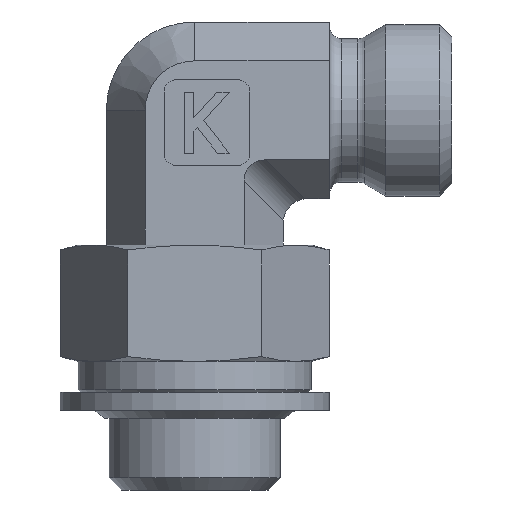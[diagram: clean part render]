
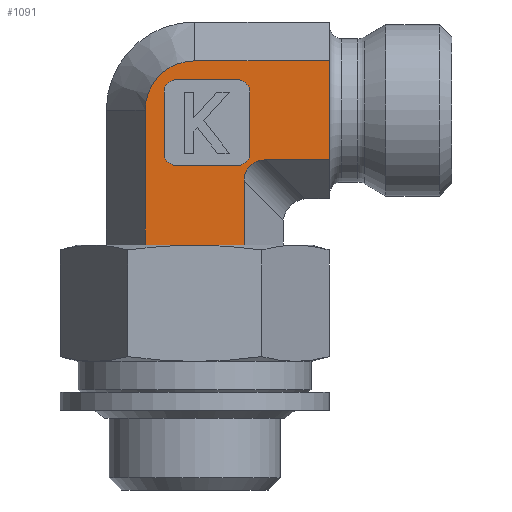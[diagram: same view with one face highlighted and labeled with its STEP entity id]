
A CAD part, left-side view. The second image highlights one B-rep face of the part: STEP entity #1091.
In plain terms, the highlighted planar face has unit normal (-1, 0, 0).
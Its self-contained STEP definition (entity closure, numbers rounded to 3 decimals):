
#367=CARTESIAN_POINT('',(-7.,4.041,1.));
#368=VERTEX_POINT('',#367);
#369=CARTESIAN_POINT('',(-7.,0.,1.));
#370=VERTEX_POINT('',#369);
#371=CARTESIAN_POINT('',(-7.,4.041,1.));
#372=DIRECTION('',(0.0,-1.0,0.0));
#373=VECTOR('',#372,4.041);
#374=LINE('',#371,#373);
#375=EDGE_CURVE('',#368,#370,#374,.T.);
#398=CARTESIAN_POINT('',(-7.,-4.041,1.));
#399=VERTEX_POINT('',#398);
#408=CARTESIAN_POINT('',(-7.,0.,1.));
#409=DIRECTION('',(0.0,-1.0,0.0));
#410=VECTOR('',#409,4.041);
#411=LINE('',#408,#410);
#412=EDGE_CURVE('',#370,#399,#411,.T.);
#904=CARTESIAN_POINT('',(-7.,-11.,7.959));
#905=VERTEX_POINT('',#904);
#906=CARTESIAN_POINT('',(-7.,-11.,16.041));
#907=VERTEX_POINT('',#906);
#908=CARTESIAN_POINT('',(-7.,-11.,7.959));
#909=DIRECTION('',(0.0,0.0,1.0));
#910=VECTOR('',#909,8.083);
#911=LINE('',#908,#910);
#912=EDGE_CURVE('',#905,#907,#911,.T.);
#965=CARTESIAN_POINT('',(-7.,-4.041,0.0));
#966=DIRECTION('',(-1.0,0.0,0.0));
#967=DIRECTION('',(0.0,0.0,1.0));
#968=AXIS2_PLACEMENT_3D('',#965,#966,#967);
#969=PLANE('',#968);
#970=ORIENTED_EDGE('',*,*,#412,.T.);
#971=CARTESIAN_POINT('',(-7.,-4.041,6.226));
#972=VERTEX_POINT('',#971);
#973=CARTESIAN_POINT('',(-7.,-4.041,1.));
#974=DIRECTION('',(0.0,0.0,1.0));
#975=VECTOR('',#974,5.226);
#976=LINE('',#973,#975);
#977=EDGE_CURVE('',#399,#972,#976,.T.);
#978=ORIENTED_EDGE('',*,*,#977,.T.);
#979=CARTESIAN_POINT('',(-7.,-5.774,7.959));
#980=VERTEX_POINT('',#979);
#981=CARTESIAN_POINT('',(-7.,-6.351,5.649));
#982=DIRECTION('',(-1.0,0.0,0.0));
#983=DIRECTION('',(0.0,0.707,0.707));
#984=AXIS2_PLACEMENT_3D('',#981,#982,#983);
#985=ELLIPSE('',#984,2.582,2.0);
#986=EDGE_CURVE('',#980,#972,#985,.T.);
#987=ORIENTED_EDGE('',*,*,#986,.F.);
#988=CARTESIAN_POINT('',(-7.,-5.774,7.959));
#989=DIRECTION('',(0.0,-1.0,0.0));
#990=VECTOR('',#989,5.226);
#991=LINE('',#988,#990);
#992=EDGE_CURVE('',#980,#905,#991,.T.);
#993=ORIENTED_EDGE('',*,*,#992,.T.);
#994=ORIENTED_EDGE('',*,*,#912,.T.);
#995=CARTESIAN_POINT('',(-7.,0.,16.041));
#996=VERTEX_POINT('',#995);
#997=CARTESIAN_POINT('',(-7.,0.,16.041));
#998=DIRECTION('',(0.0,-1.0,0.0));
#999=VECTOR('',#998,11.0);
#1000=LINE('',#997,#999);
#1001=EDGE_CURVE('',#996,#907,#1000,.T.);
#1002=ORIENTED_EDGE('',*,*,#1001,.F.);
#1003=CARTESIAN_POINT('',(-7.,4.041,12.));
#1004=VERTEX_POINT('',#1003);
#1005=CARTESIAN_POINT('',(-7.,0.,12.));
#1006=DIRECTION('',(-1.0,0.0,0.0));
#1007=DIRECTION('',(0.0,0.0,1.0));
#1008=AXIS2_PLACEMENT_3D('',#1005,#1006,#1007);
#1009=CIRCLE('',#1008,4.041);
#1010=EDGE_CURVE('',#996,#1004,#1009,.T.);
#1011=ORIENTED_EDGE('',*,*,#1010,.T.);
#1012=CARTESIAN_POINT('',(-7.,4.041,1.));
#1013=DIRECTION('',(0.0,0.0,1.0));
#1014=VECTOR('',#1013,11.);
#1015=LINE('',#1012,#1014);
#1016=EDGE_CURVE('',#368,#1004,#1015,.T.);
#1017=ORIENTED_EDGE('',*,*,#1016,.F.);
#1018=ORIENTED_EDGE('',*,*,#375,.T.);
#1019=EDGE_LOOP('',(#970,#978,#987,#993,#994,#1002,#1011,#1017,#1018));
#1020=FACE_OUTER_BOUND('',#1019,.T.);
#1021=CARTESIAN_POINT('',(-7.,-3.5,7.5));
#1022=VERTEX_POINT('',#1021);
#1023=CARTESIAN_POINT('',(-7.,1.5,7.5));
#1024=VERTEX_POINT('',#1023);
#1025=CARTESIAN_POINT('',(-7.,-3.5,7.5));
#1026=DIRECTION('',(0.0,1.0,0.0));
#1027=VECTOR('',#1026,5.);
#1028=LINE('',#1025,#1027);
#1029=EDGE_CURVE('',#1022,#1024,#1028,.T.);
#1030=ORIENTED_EDGE('',*,*,#1029,.T.);
#1031=CARTESIAN_POINT('',(-7.,2.5,8.5));
#1032=VERTEX_POINT('',#1031);
#1033=CARTESIAN_POINT('',(-7.,1.5,8.5));
#1034=DIRECTION('',(-1.0,0.0,0.0));
#1035=DIRECTION('',(0.0,0.707,-0.707));
#1036=AXIS2_PLACEMENT_3D('',#1033,#1034,#1035);
#1037=CIRCLE('',#1036,1.0);
#1038=EDGE_CURVE('',#1032,#1024,#1037,.T.);
#1039=ORIENTED_EDGE('',*,*,#1038,.F.);
#1040=CARTESIAN_POINT('',(-7.,2.5,13.5));
#1041=VERTEX_POINT('',#1040);
#1042=CARTESIAN_POINT('',(-7.,2.5,8.5));
#1043=DIRECTION('',(0.0,0.0,1.0));
#1044=VECTOR('',#1043,5.);
#1045=LINE('',#1042,#1044);
#1046=EDGE_CURVE('',#1032,#1041,#1045,.T.);
#1047=ORIENTED_EDGE('',*,*,#1046,.T.);
#1048=CARTESIAN_POINT('',(-7.,1.5,14.5));
#1049=VERTEX_POINT('',#1048);
#1050=CARTESIAN_POINT('',(-7.,1.5,13.5));
#1051=DIRECTION('',(-1.0,0.0,0.0));
#1052=DIRECTION('',(0.0,0.707,0.707));
#1053=AXIS2_PLACEMENT_3D('',#1050,#1051,#1052);
#1054=CIRCLE('',#1053,1.0);
#1055=EDGE_CURVE('',#1049,#1041,#1054,.T.);
#1056=ORIENTED_EDGE('',*,*,#1055,.F.);
#1057=CARTESIAN_POINT('',(-7.,-3.5,14.5));
#1058=VERTEX_POINT('',#1057);
#1059=CARTESIAN_POINT('',(-7.,1.5,14.5));
#1060=DIRECTION('',(0.0,-1.0,0.0));
#1061=VECTOR('',#1060,5.);
#1062=LINE('',#1059,#1061);
#1063=EDGE_CURVE('',#1049,#1058,#1062,.T.);
#1064=ORIENTED_EDGE('',*,*,#1063,.T.);
#1065=CARTESIAN_POINT('',(-7.,-4.5,13.5));
#1066=VERTEX_POINT('',#1065);
#1067=CARTESIAN_POINT('',(-7.,-3.5,13.5));
#1068=DIRECTION('',(-1.0,0.0,0.0));
#1069=DIRECTION('',(0.0,-0.707,0.707));
#1070=AXIS2_PLACEMENT_3D('',#1067,#1068,#1069);
#1071=CIRCLE('',#1070,1.0);
#1072=EDGE_CURVE('',#1066,#1058,#1071,.T.);
#1073=ORIENTED_EDGE('',*,*,#1072,.F.);
#1074=CARTESIAN_POINT('',(-7.,-4.5,8.5));
#1075=VERTEX_POINT('',#1074);
#1076=CARTESIAN_POINT('',(-7.,-4.5,13.5));
#1077=DIRECTION('',(0.0,0.0,-1.0));
#1078=VECTOR('',#1077,5.);
#1079=LINE('',#1076,#1078);
#1080=EDGE_CURVE('',#1066,#1075,#1079,.T.);
#1081=ORIENTED_EDGE('',*,*,#1080,.T.);
#1082=CARTESIAN_POINT('',(-7.,-3.5,8.5));
#1083=DIRECTION('',(-1.0,0.0,0.0));
#1084=DIRECTION('',(0.0,-0.707,-0.707));
#1085=AXIS2_PLACEMENT_3D('',#1082,#1083,#1084);
#1086=CIRCLE('',#1085,1.0);
#1087=EDGE_CURVE('',#1022,#1075,#1086,.T.);
#1088=ORIENTED_EDGE('',*,*,#1087,.F.);
#1089=EDGE_LOOP('',(#1030,#1039,#1047,#1056,#1064,#1073,#1081,#1088));
#1090=FACE_BOUND('',#1089,.T.);
#1091=ADVANCED_FACE('',(#1020,#1090),#969,.T.);
